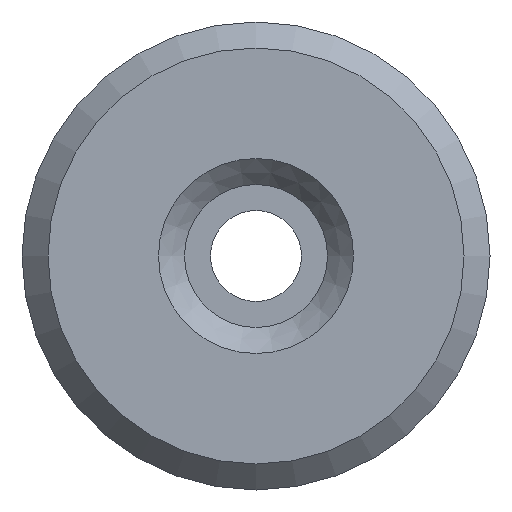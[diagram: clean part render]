
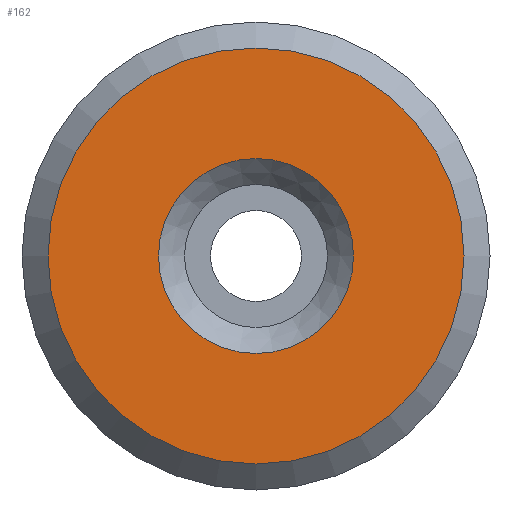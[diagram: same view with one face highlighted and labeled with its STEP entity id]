
A CAD part, left-side view. The second image highlights one B-rep face of the part: STEP entity #162.
In plain terms, the highlighted planar face has unit normal (-1, 0, 0).
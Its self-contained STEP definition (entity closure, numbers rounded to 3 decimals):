
#19=FACE_BOUND('',#40,.T.);
#23=PLANE('',#190);
#28=FACE_OUTER_BOUND('',#39,.T.);
#39=EDGE_LOOP('',(#121));
#40=EDGE_LOOP('',(#122));
#67=CIRCLE('',#187,8.);
#70=CIRCLE('',#191,3.75);
#81=VERTEX_POINT('',#272);
#84=VERTEX_POINT('',#280);
#95=EDGE_CURVE('',#81,#81,#67,.T.);
#99=EDGE_CURVE('',#84,#84,#70,.T.);
#121=ORIENTED_EDGE('',*,*,#95,.F.);
#122=ORIENTED_EDGE('',*,*,#99,.F.);
#162=ADVANCED_FACE('',(#28,#19),#23,.T.);
#187=AXIS2_PLACEMENT_3D('',#273,#215,#216);
#190=AXIS2_PLACEMENT_3D('',#279,#222,#223);
#191=AXIS2_PLACEMENT_3D('',#281,#224,#225);
#215=DIRECTION('center_axis',(1.,0.,0.));
#216=DIRECTION('ref_axis',(0.,0.,-1.));
#222=DIRECTION('center_axis',(-1.,0.,0.));
#223=DIRECTION('ref_axis',(0.,0.,1.));
#224=DIRECTION('center_axis',(-1.,0.,0.));
#225=DIRECTION('ref_axis',(0.,-1.,0.));
#272=CARTESIAN_POINT('',(-3.5,-85.,53.));
#273=CARTESIAN_POINT('Origin',(-3.5,-85.,45.));
#279=CARTESIAN_POINT('Origin',(-3.5,-85.,45.));
#280=CARTESIAN_POINT('',(-3.5,-81.25,45.));
#281=CARTESIAN_POINT('Origin',(-3.5,-85.,45.));
